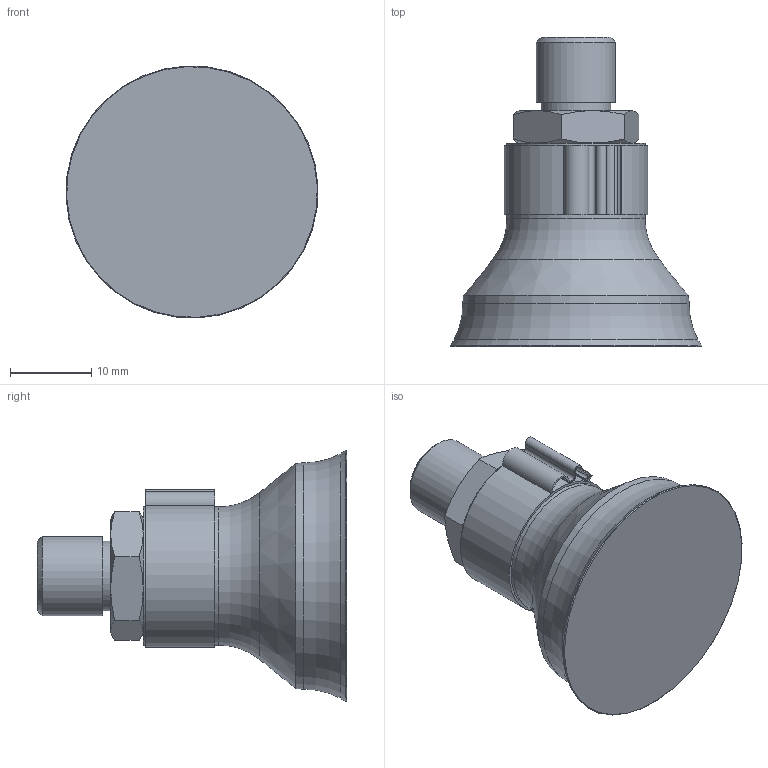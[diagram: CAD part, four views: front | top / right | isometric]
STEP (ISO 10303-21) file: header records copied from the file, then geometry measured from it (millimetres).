
FILE_DESCRIPTION(/* description */ (''),/* implementation_level */ '2;1');
FILE_NAME(/* name */ 'v31sh30sb_rac16r1-8m_pcabrcobra17.stp',/* time_stamp */ '2024-10-02T11:56:15+02:00',/* author */ ('enginyeria2'),/* organization */ (''),/* preprocessor_version */ 'ST-DEVELOPER v20',/* originating_system */ 'Autodesk Inventor 2024',/* authorisation */ '');
FILE_SCHEMA (('AUTOMOTIVE_DESIGN { 1 0 10303 214 3 1 1 }'));
Length unit declared in the file: millimetre
Products named in the file (1): v31sb_rac16r1-8m_pcabrcobra17
Bounding box: 30.96 x 37.99 x 30.96 mm (x, y, z)
Volume: 10908.7 mm3; surface area: 3664.9 mm2
Topology: 1 solids, 1 shells, 57 faces, 135 edges, 84 vertices
Faces by surface type: plane 20, cylinder 17, cone 16, torus 4
Full cylindrical faces by diameter (mm): 3 x1, 8.569 x1, 9.731 x1, 17 x2
Entity records: 1731 total; most frequent: CARTESIAN_POINT 325, DIRECTION 293, ORIENTED_EDGE 270, EDGE_CURVE 135, AXIS2_PLACEMENT_3D 124, VERTEX_POINT 84, CIRCLE 66, EDGE_LOOP 63
